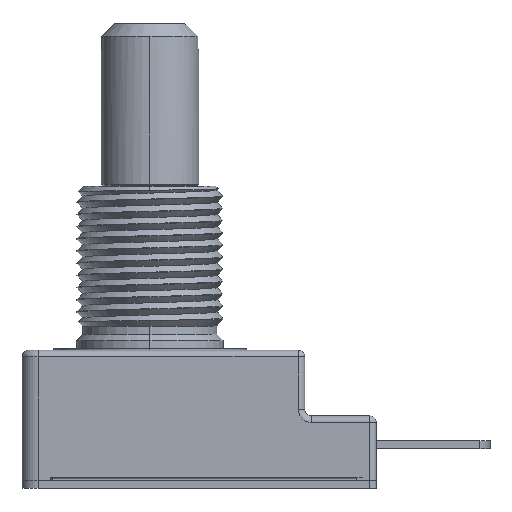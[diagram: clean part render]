
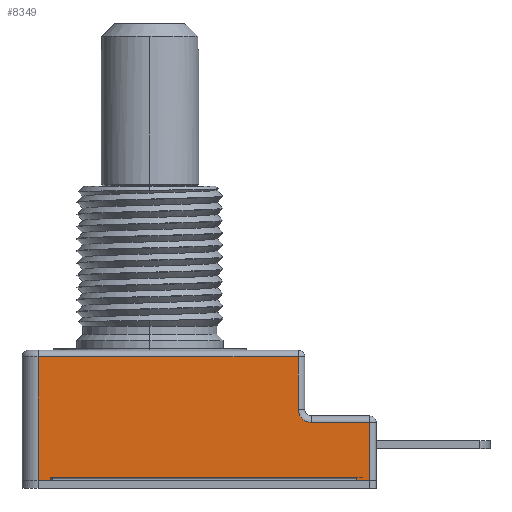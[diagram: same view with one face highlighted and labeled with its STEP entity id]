
A CAD part, front view. The second image highlights one B-rep face of the part: STEP entity #8349.
In plain terms, the highlighted planar face has unit normal (0, -1, 0).
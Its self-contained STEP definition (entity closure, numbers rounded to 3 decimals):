
#271 = CARTESIAN_POINT ( 'NONE',  ( -6.87, -7.95, -0.5 ) ) ;
#277 = CARTESIAN_POINT ( 'NONE',  ( 12.73, -7.95, -7.914 ) ) ;
#288 = CARTESIAN_POINT ( 'NONE',  ( 12.73, -7.95, -8.116 ) ) ;
#527 = VECTOR ( 'NONE', #6018, 1000. ) ;
#638 = VECTOR ( 'NONE', #2164, 1000. ) ;
#1015 = DIRECTION ( 'NONE',  ( -1., 0., 0. ) ) ;
#1136 = CARTESIAN_POINT ( 'NONE',  ( 9.93, -7.95, -4.545 ) ) ;
#1139 = DIRECTION ( 'NONE',  ( 0., 0., 1. ) ) ;
#1316 = CARTESIAN_POINT ( 'NONE',  ( 9.13, -7.95, -4.145 ) ) ;
#1476 = VECTOR ( 'NONE', #1015, 1000. ) ;
#1491 = CARTESIAN_POINT ( 'NONE',  ( -6.87, -7.95, -8.116 ) ) ;
#1582 = DIRECTION ( 'NONE',  ( -1., 0., 0. ) ) ;
#1633 = EDGE_CURVE ( 'NONE', #3768, #4173, #6701, .T. ) ;
#1878 = VERTEX_POINT ( 'NONE', #3122 ) ;
#1970 = ORIENTED_EDGE ( 'NONE', *, *, #6450, .T. ) ;
#2164 = DIRECTION ( 'NONE',  ( 0., 0., 1. ) ) ;
#2175 = EDGE_CURVE ( 'NONE', #10518, #6891, #6559, .T. ) ;
#2353 = CARTESIAN_POINT ( 'NONE',  ( -6.87, -7.95, -0.5 ) ) ;
#2367 = DIRECTION ( 'NONE',  ( 0., 0., 1. ) ) ;
#2599 = VECTOR ( 'NONE', #3479, 1000. ) ;
#2620 = LINE ( 'NONE', #4193, #527 ) ;
#2739 = VECTOR ( 'NONE', #1139, 1000. ) ;
#3122 = CARTESIAN_POINT ( 'NONE',  ( -6.127, -7.95, -8.116 ) ) ;
#3265 = CARTESIAN_POINT ( 'NONE',  ( 13.53, -7.95, -8.116 ) ) ;
#3479 = DIRECTION ( 'NONE',  ( 1., 0., 0. ) ) ;
#3613 = ORIENTED_EDGE ( 'NONE', *, *, #5296, .T. ) ;
#3768 = VERTEX_POINT ( 'NONE', #288 ) ;
#3822 = VECTOR ( 'NONE', #2367, 1000. ) ;
#3870 = ORIENTED_EDGE ( 'NONE', *, *, #10388, .F. ) ;
#4173 = VERTEX_POINT ( 'NONE', #277 ) ;
#4193 = CARTESIAN_POINT ( 'NONE',  ( -6.127, -7.95, -8.116 ) ) ;
#4464 = ORIENTED_EDGE ( 'NONE', *, *, #4818, .F. ) ;
#4554 = ORIENTED_EDGE ( 'NONE', *, *, #1633, .F. ) ;
#4556 = VECTOR ( 'NONE', #4793, 1000. ) ;
#4688 = LINE ( 'NONE', #4849, #4556 ) ;
#4729 = VECTOR ( 'NONE', #9369, 1000. ) ;
#4793 = DIRECTION ( 'NONE',  ( 0., 0., -1. ) ) ;
#4818 = EDGE_CURVE ( 'NONE', #4852, #1878, #4688, .T. ) ;
#4830 = VERTEX_POINT ( 'NONE', #1491 ) ;
#4849 = CARTESIAN_POINT ( 'NONE',  ( -6.127, -7.95, -7.914 ) ) ;
#4852 = VERTEX_POINT ( 'NONE', #4902 ) ;
#4902 = CARTESIAN_POINT ( 'NONE',  ( -6.127, -7.95, -7.914 ) ) ;
#4991 = VERTEX_POINT ( 'NONE', #1136 ) ;
#5005 = ORIENTED_EDGE ( 'NONE', *, *, #7272, .T. ) ;
#5052 = EDGE_CURVE ( 'NONE', #10518, #3768, #9260, .T. ) ;
#5296 = EDGE_CURVE ( 'NONE', #8996, #9757, #6260, .T. ) ;
#5550 = EDGE_CURVE ( 'NONE', #6139, #4991, #7963, .T. ) ;
#5656 = EDGE_LOOP ( 'NONE', ( #4554, #7243, #7934, #5005, #10784, #9578, #3613, #7882, #3870, #4464, #1970 ) ) ;
#5753 = EDGE_CURVE ( 'NONE', #6139, #8996, #6247, .T. ) ;
#5860 = DIRECTION ( 'NONE',  ( 0., 0., 1. ) ) ;
#5924 = LINE ( 'NONE', #6821, #2599 ) ;
#6018 = DIRECTION ( 'NONE',  ( -1., 0., 0. ) ) ;
#6022 = DIRECTION ( 'NONE',  ( 1., 0., 0. ) ) ;
#6077 = FACE_OUTER_BOUND ( 'NONE', #5656, .T. ) ;
#6128 = CARTESIAN_POINT ( 'NONE',  ( 13.53, -7.95, -8.116 ) ) ;
#6139 = VERTEX_POINT ( 'NONE', #9595 ) ;
#6247 = LINE ( 'NONE', #1316, #638 ) ;
#6260 = LINE ( 'NONE', #271, #4729 ) ;
#6450 = EDGE_CURVE ( 'NONE', #4852, #4173, #5924, .T. ) ;
#6559 = LINE ( 'NONE', #10050, #3822 ) ;
#6588 = CARTESIAN_POINT ( 'NONE',  ( 9.93, -7.95, -3.745 ) ) ;
#6701 = LINE ( 'NONE', #10139, #6720 ) ;
#6720 = VECTOR ( 'NONE', #5860, 1000. ) ;
#6821 = CARTESIAN_POINT ( 'NONE',  ( -6.127, -7.95, -7.914 ) ) ;
#6891 = VERTEX_POINT ( 'NONE', #8144 ) ;
#6923 = AXIS2_PLACEMENT_3D ( 'NONE', #10309, #10366, #6022 ) ;
#7243 = ORIENTED_EDGE ( 'NONE', *, *, #5052, .F. ) ;
#7272 = EDGE_CURVE ( 'NONE', #6891, #4991, #7746, .T. ) ;
#7711 = EDGE_CURVE ( 'NONE', #4830, #9757, #10525, .T. ) ;
#7746 = LINE ( 'NONE', #7807, #1476 ) ;
#7807 = CARTESIAN_POINT ( 'NONE',  ( 9.53, -7.95, -4.545 ) ) ;
#7834 = PLANE ( 'NONE',  #6923 ) ;
#7882 = ORIENTED_EDGE ( 'NONE', *, *, #7711, .F. ) ;
#7934 = ORIENTED_EDGE ( 'NONE', *, *, #2175, .T. ) ;
#7963 = CIRCLE ( 'NONE', #9037, 0.8 ) ;
#8144 = CARTESIAN_POINT ( 'NONE',  ( 13.53, -7.95, -4.545 ) ) ;
#8349 = ADVANCED_FACE ( 'NONE', ( #6077 ), #7834, .T. ) ;
#8421 = CARTESIAN_POINT ( 'NONE',  ( 9.13, -7.95, -0.5 ) ) ;
#8447 = DIRECTION ( 'NONE',  ( 0., -1., 0. ) ) ;
#8996 = VERTEX_POINT ( 'NONE', #8421 ) ;
#9037 = AXIS2_PLACEMENT_3D ( 'NONE', #6588, #8447, #9970 ) ;
#9260 = LINE ( 'NONE', #3265, #9572 ) ;
#9369 = DIRECTION ( 'NONE',  ( -1., 0., 0. ) ) ;
#9572 = VECTOR ( 'NONE', #1582, 1000. ) ;
#9578 = ORIENTED_EDGE ( 'NONE', *, *, #5753, .T. ) ;
#9595 = CARTESIAN_POINT ( 'NONE',  ( 9.13, -7.95, -3.745 ) ) ;
#9757 = VERTEX_POINT ( 'NONE', #2353 ) ;
#9970 = DIRECTION ( 'NONE',  ( 1., 0., 0. ) ) ;
#10050 = CARTESIAN_POINT ( 'NONE',  ( 13.53, -7.95, -4.145 ) ) ;
#10139 = CARTESIAN_POINT ( 'NONE',  ( 12.73, -7.95, -7.914 ) ) ;
#10309 = CARTESIAN_POINT ( 'NONE',  ( 9.53, -7.95, -4.145 ) ) ;
#10366 = DIRECTION ( 'NONE',  ( 0., -1., 0. ) ) ;
#10388 = EDGE_CURVE ( 'NONE', #1878, #4830, #2620, .T. ) ;
#10518 = VERTEX_POINT ( 'NONE', #6128 ) ;
#10525 = LINE ( 'NONE', #10635, #2739 ) ;
#10635 = CARTESIAN_POINT ( 'NONE',  ( -6.87, -7.95, -4.145 ) ) ;
#10784 = ORIENTED_EDGE ( 'NONE', *, *, #5550, .F. ) ;
